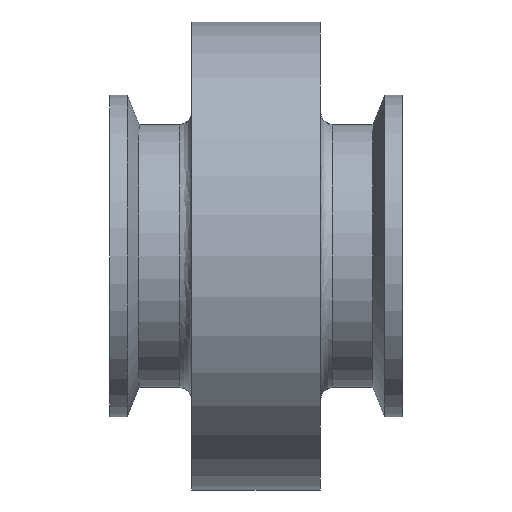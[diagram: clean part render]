
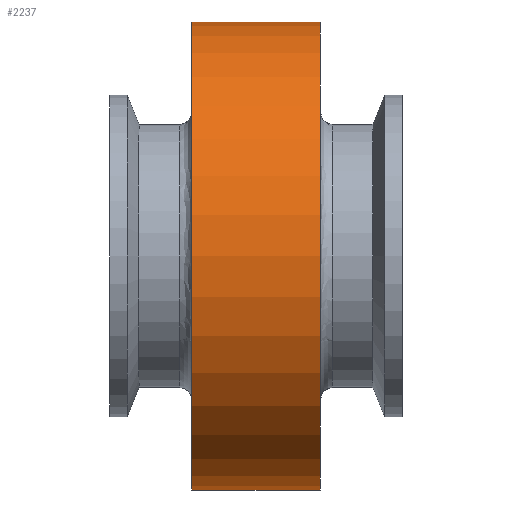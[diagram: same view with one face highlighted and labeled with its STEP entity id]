
A CAD part, left-side view. The second image highlights one B-rep face of the part: STEP entity #2237.
In plain terms, the highlighted cylindrical face has radius 40 mm (diameter 80 mm), a partial arc.
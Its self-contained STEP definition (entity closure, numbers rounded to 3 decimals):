
#731 = EDGE_LOOP ( 'NONE', ( #1092, #1087, #929, #5604 ) ) ;
#768 = EDGE_CURVE ( 'NONE', #5013, #5571, #2368, .T. ) ;
#929 = ORIENTED_EDGE ( 'NONE', *, *, #2178, .T. ) ;
#931 = FACE_OUTER_BOUND ( 'NONE', #731, .T. ) ;
#1087 = ORIENTED_EDGE ( 'NONE', *, *, #768, .T. ) ;
#1092 = ORIENTED_EDGE ( 'NONE', *, *, #4003, .F. ) ;
#1384 = VERTEX_POINT ( 'NONE', #1403 ) ;
#1403 = CARTESIAN_POINT ( 'NONE',  ( 0., 22., 40. ) ) ;
#1487 = CIRCLE ( 'NONE', #5516, 40. ) ;
#2178 = EDGE_CURVE ( 'NONE', #5571, #1384, #3391, .T. ) ;
#2225 = AXIS2_PLACEMENT_3D ( 'NONE', #4181, #4730, #4933 ) ;
#2237 = ADVANCED_FACE ( 'NONE', ( #931 ), #3925, .T. ) ;
#2368 = CIRCLE ( 'NONE', #2225, 40. ) ;
#2386 = DIRECTION ( 'NONE',  ( 0., 1., 0. ) ) ;
#3245 = CARTESIAN_POINT ( 'NONE',  ( 0., 22., 40. ) ) ;
#3295 = DIRECTION ( 'NONE',  ( 0., 0., 1. ) ) ;
#3316 = DIRECTION ( 'NONE',  ( 0., -1., 0. ) ) ;
#3339 = CARTESIAN_POINT ( 'NONE',  ( 0., 22., 0. ) ) ;
#3391 = LINE ( 'NONE', #3245, #4159 ) ;
#3673 = VERTEX_POINT ( 'NONE', #5553 ) ;
#3925 = CYLINDRICAL_SURFACE ( 'NONE', #5738, 40. ) ;
#4003 = EDGE_CURVE ( 'NONE', #5013, #3673, #5614, .T. ) ;
#4159 = VECTOR ( 'NONE', #5862, 1000. ) ;
#4181 = CARTESIAN_POINT ( 'NONE',  ( 0., 0., 0. ) ) ;
#4287 = CARTESIAN_POINT ( 'NONE',  ( 0., 22., -40. ) ) ;
#4509 = CARTESIAN_POINT ( 'NONE',  ( 0., 0., -40. ) ) ;
#4730 = DIRECTION ( 'NONE',  ( 0., 1., 0. ) ) ;
#4933 = DIRECTION ( 'NONE',  ( 0., 0., 1. ) ) ;
#4955 = CARTESIAN_POINT ( 'NONE',  ( 0., 0., 40. ) ) ;
#5013 = VERTEX_POINT ( 'NONE', #4509 ) ;
#5156 = EDGE_CURVE ( 'NONE', #1384, #3673, #1487, .T. ) ;
#5516 = AXIS2_PLACEMENT_3D ( 'NONE', #3339, #3316, #3295 ) ;
#5553 = CARTESIAN_POINT ( 'NONE',  ( 0., 22., -40. ) ) ;
#5571 = VERTEX_POINT ( 'NONE', #4955 ) ;
#5604 = ORIENTED_EDGE ( 'NONE', *, *, #5156, .T. ) ;
#5606 = VECTOR ( 'NONE', #2386, 1000. ) ;
#5614 = LINE ( 'NONE', #4287, #5606 ) ;
#5738 = AXIS2_PLACEMENT_3D ( 'NONE', #5937, #5856, #5844 ) ;
#5844 = DIRECTION ( 'NONE',  ( 0., 0., 1. ) ) ;
#5856 = DIRECTION ( 'NONE',  ( 0., 1., 0. ) ) ;
#5862 = DIRECTION ( 'NONE',  ( 0., 1., 0. ) ) ;
#5937 = CARTESIAN_POINT ( 'NONE',  ( 0., 22., 0. ) ) ;
